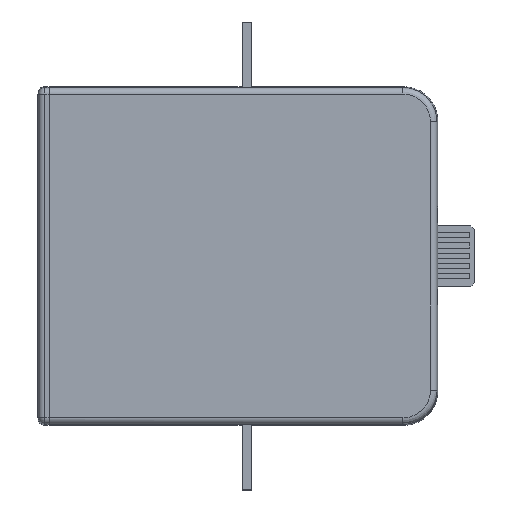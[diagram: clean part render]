
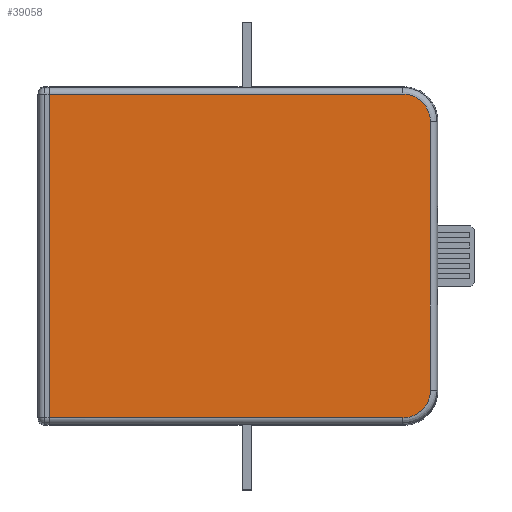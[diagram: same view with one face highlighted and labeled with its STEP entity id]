
A CAD part, top view. The second image highlights one B-rep face of the part: STEP entity #39058.
In plain terms, the highlighted face is planar.
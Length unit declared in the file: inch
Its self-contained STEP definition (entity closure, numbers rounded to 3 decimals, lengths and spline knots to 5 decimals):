
#865 = DIRECTION ( 'NONE',  ( 0., 0., -1. ) ) ;
#2625 = CARTESIAN_POINT ( 'NONE',  ( 0., -1.57396, 1.56913 ) ) ;
#4375 = ORIENTED_EDGE ( 'NONE', *, *, #46094, .T. ) ;
#6808 =( BOUNDED_CURVE ( )  B_SPLINE_CURVE ( 3, ( #36628, #51580, #77591, #2625 ),
 .UNSPECIFIED., .F., .F. ) 
 B_SPLINE_CURVE_WITH_KNOTS ( ( 4, 4 ),
 ( 2.3568, 3.92638 ),
 .UNSPECIFIED. ) 
 CURVE ( )  GEOMETRIC_REPRESENTATION_ITEM ( )  RATIONAL_B_SPLINE_CURVE ( ( 1., 0.805, 0.805, 1. ) ) 
 REPRESENTATION_ITEM ( '' )  );
#8714 = ORIENTED_EDGE ( 'NONE', *, *, #49270, .T. ) ;
#8880 = CARTESIAN_POINT ( 'NONE',  ( 0., 1.46223, 1.83896 ) ) ;
#13165 = VERTEX_POINT ( 'NONE', #94839 ) ;
#14987 = VECTOR ( 'NONE', #102342, 39.37008 ) ;
#18611 = DIRECTION ( 'NONE',  ( 0., -1., 0. ) ) ;
#19580 = DIRECTION ( 'NONE',  ( 0., 0., -1. ) ) ;
#23501 = VECTOR ( 'NONE', #865, 39.37008 ) ;
#26413 = CARTESIAN_POINT ( 'NONE',  ( 0., 1.30413, 1.83896 ) ) ;
#28695 = LINE ( 'NONE', #42217, #32663 ) ;
#29832 = ORIENTED_EDGE ( 'NONE', *, *, #42247, .F. ) ;
#32138 = VERTEX_POINT ( 'NONE', #45657 ) ;
#32663 = VECTOR ( 'NONE', #18611, 39.37008 ) ;
#33220 = EDGE_LOOP ( 'NONE', ( #48317, #4375, #44035, #29832, #8714, #83075 ) ) ;
#36628 = CARTESIAN_POINT ( 'NONE',  ( 0., -1.30413, 1.83896 ) ) ;
#38914 = VECTOR ( 'NONE', #86565, 39.37008 ) ;
#39058 = ADVANCED_FACE ( 'NONE', ( #52521 ), #58881, .F. ) ;
#41627 = CARTESIAN_POINT ( 'NONE',  ( 0., -1.30413, 1.83896 ) ) ;
#42217 = CARTESIAN_POINT ( 'NONE',  ( 0., 1.645, -1.86636 ) ) ;
#42247 = EDGE_CURVE ( 'NONE', #78776, #66556, #6808, .T. ) ;
#44035 = ORIENTED_EDGE ( 'NONE', *, *, #73261, .T. ) ;
#45657 = CARTESIAN_POINT ( 'NONE',  ( 0., 1.57396, 1.56913 ) ) ;
#45721 = VERTEX_POINT ( 'NONE', #49078 ) ;
#46094 = EDGE_CURVE ( 'NONE', #90996, #13165, #28695, .T. ) ;
#46597 = CARTESIAN_POINT ( 'NONE',  ( 0., 1.645, 1.83896 ) ) ;
#48317 = ORIENTED_EDGE ( 'NONE', *, *, #86757, .T. ) ;
#48672 = CARTESIAN_POINT ( 'NONE',  ( 0., 1.57396, -1.86636 ) ) ;
#49078 = CARTESIAN_POINT ( 'NONE',  ( 0., 1.30413, 1.83896 ) ) ;
#49270 = EDGE_CURVE ( 'NONE', #78776, #45721, #102869, .T. ) ;
#49637 = CARTESIAN_POINT ( 'NONE',  ( 0., 1.57396, 1.56913 ) ) ;
#49987 = CARTESIAN_POINT ( 'NONE',  ( 0., 1.57396, 1.72723 ) ) ;
#51580 = CARTESIAN_POINT ( 'NONE',  ( 0., -1.46223, 1.83896 ) ) ;
#52521 = FACE_OUTER_BOUND ( 'NONE', #33220, .T. ) ;
#58881 = PLANE ( 'NONE',  #76797 ) ;
#66556 = VERTEX_POINT ( 'NONE', #87837 ) ;
#69401 = CARTESIAN_POINT ( 'NONE',  ( 0., -1.57396, 1.91 ) ) ;
#71243 = LINE ( 'NONE', #69401, #14987 ) ;
#73261 = EDGE_CURVE ( 'NONE', #13165, #66556, #71243, .T. ) ;
#76326 = CARTESIAN_POINT ( 'NONE',  ( 0., 1.645, 1.91 ) ) ;
#76797 = AXIS2_PLACEMENT_3D ( 'NONE', #76326, #101787, #19580 ) ;
#77591 = CARTESIAN_POINT ( 'NONE',  ( 0., -1.57396, 1.72723 ) ) ;
#78776 = VERTEX_POINT ( 'NONE', #41627 ) ;
#82295 = LINE ( 'NONE', #97781, #23501 ) ;
#83075 = ORIENTED_EDGE ( 'NONE', *, *, #91470, .F. ) ;
#84867 =( BOUNDED_CURVE ( )  B_SPLINE_CURVE ( 3, ( #49637, #49987, #8880, #26413 ),
 .UNSPECIFIED., .F., .T. ) 
 B_SPLINE_CURVE_WITH_KNOTS ( ( 4, 4 ),
 ( 2.3568, 3.92638 ),
 .UNSPECIFIED. ) 
 CURVE ( )  GEOMETRIC_REPRESENTATION_ITEM ( )  RATIONAL_B_SPLINE_CURVE ( ( 1., 0.805, 0.805, 1. ) ) 
 REPRESENTATION_ITEM ( '' )  );
#86565 = DIRECTION ( 'NONE',  ( 0., 1., 0. ) ) ;
#86757 = EDGE_CURVE ( 'NONE', #32138, #90996, #82295, .T. ) ;
#87837 = CARTESIAN_POINT ( 'NONE',  ( 0., -1.57396, 1.56913 ) ) ;
#90996 = VERTEX_POINT ( 'NONE', #48672 ) ;
#91470 = EDGE_CURVE ( 'NONE', #32138, #45721, #84867, .T. ) ;
#94839 = CARTESIAN_POINT ( 'NONE',  ( 0., -1.57396, -1.86636 ) ) ;
#97781 = CARTESIAN_POINT ( 'NONE',  ( 0., 1.57396, 1.91 ) ) ;
#101787 = DIRECTION ( 'NONE',  ( 1., 0., 0. ) ) ;
#102342 = DIRECTION ( 'NONE',  ( 0., 0., 1. ) ) ;
#102869 = LINE ( 'NONE', #46597, #38914 ) ;
